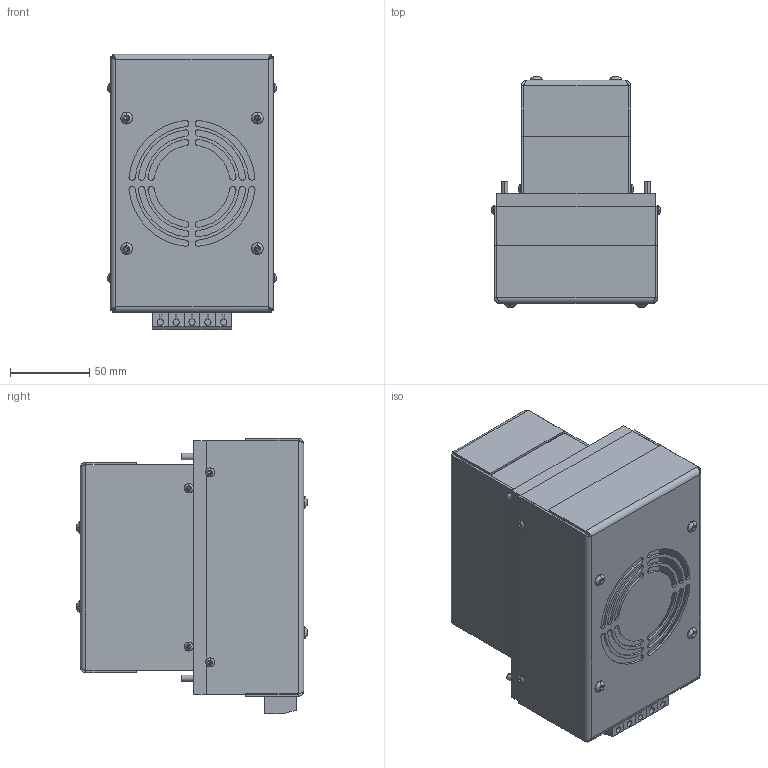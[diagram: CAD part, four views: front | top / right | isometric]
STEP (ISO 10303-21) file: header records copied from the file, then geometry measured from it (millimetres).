
FILE_DESCRIPTION (( 'STEP AP214' ), '1' );
FILE_NAME ('Kühlaggregat 60W_A2AH.STEP', '2013-02-14T13:36:27', ( 'Moeller' ), ( 'SYMTEC Maschinenbau Engineering GmbH' ), 'SwSTEP 2.0', 'SolidWorks 2011', '' );
FILE_SCHEMA (( 'AUTOMOTIVE_DESIGN' ));
Length unit declared in the file: millimetre
Products named in the file (11): ISO7380_M4x35-A2_Linsenkopfschraube_Hüllkurve; Gewindestift_Innensechskant_M4x20_DIN 913 - M4 x 20-C; Flachkopfschraube mit ISK-ISO 7380 M3x8_ISO 7380 - M3 x 8 --- 8N; Flachkopfschraube mit ISK-ISO 7380 M3x8_Hüllkurve; Anschlussklemme; Haube_KS; Haube_HS; Isolation_R_Hüllkurve; SK508_160_Hüllkurve; P66 40_Hüllkurve; Kühlaggregat 60W_A2AH
Assembly tree (30 placements, depth 2):
  Kühlaggregat 60W_A2AH
    Flachkopfschraube mit ISK-ISO 7380 M3x8_ISO 7380 - M3 x 8 --- 8N  x4
    SK508_160_Hüllkurve
    Flachkopfschraube mit ISK-ISO 7380 M3x8_Hüllkurve  x4
    Anschlussklemme  x5
    Gewindestift_Innensechskant_M4x20_DIN 913 - M4 x 20-C  x4
    Haube_HS
    Haube_KS
    ISO7380_M4x35-A2_Linsenkopfschraube_Hüllkurve  x8
    Isolation_R_Hüllkurve
    P66 40_Hüllkurve
Bounding box: 106.3 x 145.4 x 173.9 mm (x, y, z)
Volume: 955824.5 mm3; surface area: 268651.2 mm2
Topology: 30 solids, 30 shells, 940 faces, 2267 edges, 1418 vertices
Faces by surface type: plane 496, cylinder 324, cone 56, sphere 32, torus 16, bspline 16
Entity records: 14455 total; most frequent: CARTESIAN_POINT 2896, DIRECTION 2405, ORIENTED_EDGE 2198, EDGE_CURVE 1099, AXIS2_PLACEMENT_3D 914, VERTEX_POINT 701, VECTOR 577, LINE 577
